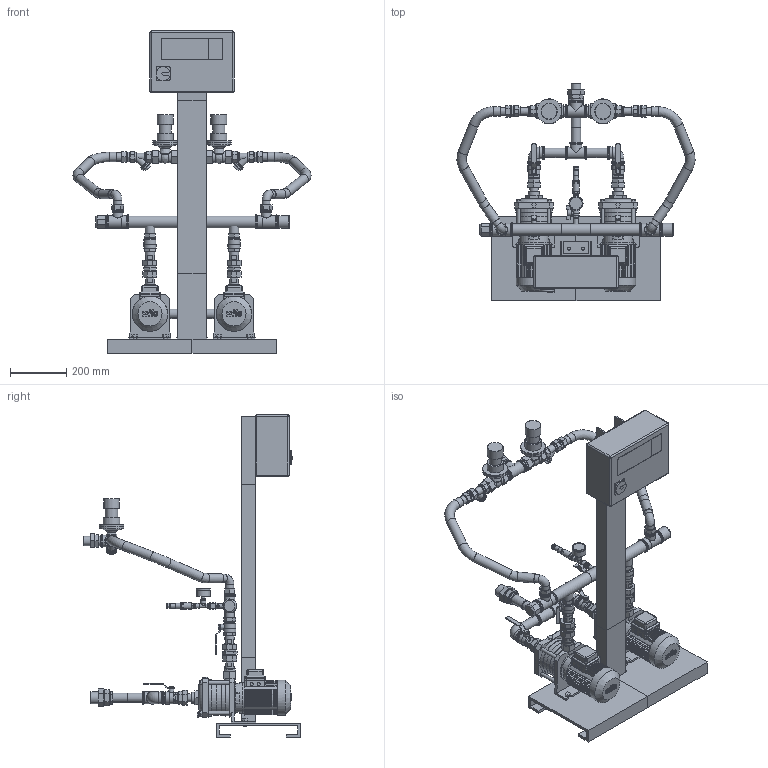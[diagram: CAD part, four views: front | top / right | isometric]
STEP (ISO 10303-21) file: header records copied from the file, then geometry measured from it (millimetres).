
FILE_DESCRIPTION(/* description */ (''),/* implementation_level */ '2;1');
FILE_NAME(/* name */ '3d_WEH-2-303-T_CE-2D-4185931.stp',/* time_stamp */ '2020-11-04T13:31:09+01:00',/* author */ ('Andrzej'),/* organization */ (''),/* preprocessor_version */ 'ST-DEVELOPER v16.13',/* originating_system */ 'AutoCAD Mechanical',/* authorisation */ '');
FILE_SCHEMA (('AUTOMOTIVE_DESIGN { 1 0 10303 214 3 1 1 }'));
Products named in the file (1): Product
Bounding box: 849.95 x 774.35 x 1150 mm (x, y, z)
Volume: 26860097.9 mm3; surface area: 3165576.2 mm2
Topology: 111 solids, 111 shells, 2185 faces, 5251 edges, 3399 vertices
Faces by surface type: plane 1518, cylinder 460, bspline 70, torus 67, cone 58, sphere 12
Full cylindrical faces by diameter (mm): 11 x7, 11.1 x1, 11.8 x1, 12 x5, 13 x1, 13.454 x8, 13.5 x3, 14 x1, 15 x10, 15.7 x2, 17 x1, 18 x4, 18.8 x2, 19.2 x4, 20 x2, 21 x1, 22 x1, 22.8 x2, 24 x1, 27.3 x2, 29.7 x8, 32.4 x4, 33.7 x36, 34.8 x2, 36 x2, 36.7 x2, 39.4 x4, 39.7 x4, 40.3 x2, 41.5 x1
Entity records: 62823 total; most frequent: CARTESIAN_POINT 13302, DIRECTION 10159, ORIENTED_EDGE 9636, EDGE_CURVE 4818, AXIS2_PLACEMENT_3D 3415, LINE 3329, VECTOR 3329, VERTEX_POINT 3295
